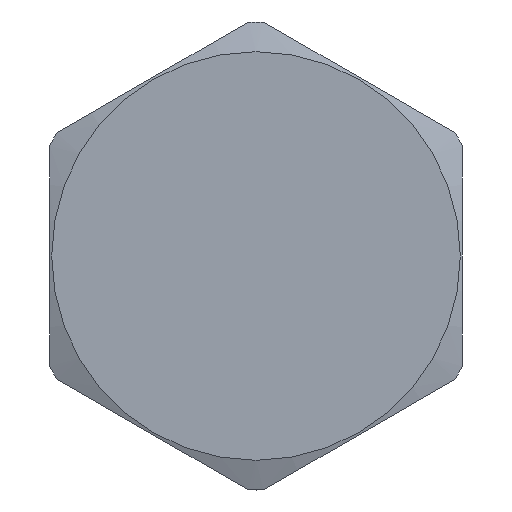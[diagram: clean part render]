
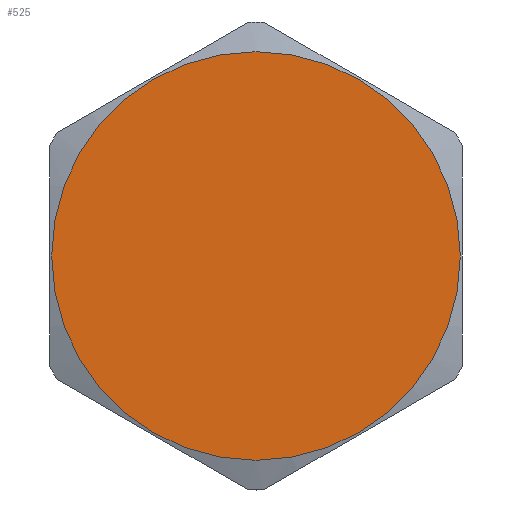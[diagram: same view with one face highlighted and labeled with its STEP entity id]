
A CAD part, left-side view. The second image highlights one B-rep face of the part: STEP entity #525.
In plain terms, the highlighted planar face has unit normal (-1, 0, 0).
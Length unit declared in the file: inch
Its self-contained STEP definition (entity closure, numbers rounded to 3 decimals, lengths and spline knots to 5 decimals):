
#45=PLANE('',#622);
#80=FACE_OUTER_BOUND('',#113,.T.);
#113=EDGE_LOOP('',(#474,#475));
#194=CIRCLE('',#600,0.495);
#195=CIRCLE('',#601,0.495);
#241=VERTEX_POINT('',#906);
#242=VERTEX_POINT('',#908);
#307=EDGE_CURVE('',#241,#242,#194,.T.);
#308=EDGE_CURVE('',#242,#241,#195,.T.);
#474=ORIENTED_EDGE('',*,*,#308,.F.);
#475=ORIENTED_EDGE('',*,*,#307,.F.);
#525=ADVANCED_FACE('',(#80),#45,.F.);
#600=AXIS2_PLACEMENT_3D('',#909,#737,#738);
#601=AXIS2_PLACEMENT_3D('',#910,#739,#740);
#622=AXIS2_PLACEMENT_3D('',#986,#792,#793);
#737=DIRECTION('center_axis',(1.,0.,0.));
#738=DIRECTION('ref_axis',(0.,0.,-1.));
#739=DIRECTION('center_axis',(1.,0.,0.));
#740=DIRECTION('ref_axis',(0.,0.,-1.));
#792=DIRECTION('center_axis',(1.,0.,0.));
#793=DIRECTION('ref_axis',(0.,0.,-1.));
#906=CARTESIAN_POINT('',(0.,0.,0.495));
#908=CARTESIAN_POINT('',(0.,0.,-0.495));
#909=CARTESIAN_POINT('Origin',(0.,0.,0.));
#910=CARTESIAN_POINT('Origin',(0.,0.,0.));
#986=CARTESIAN_POINT('Origin',(0.,0.,0.));
